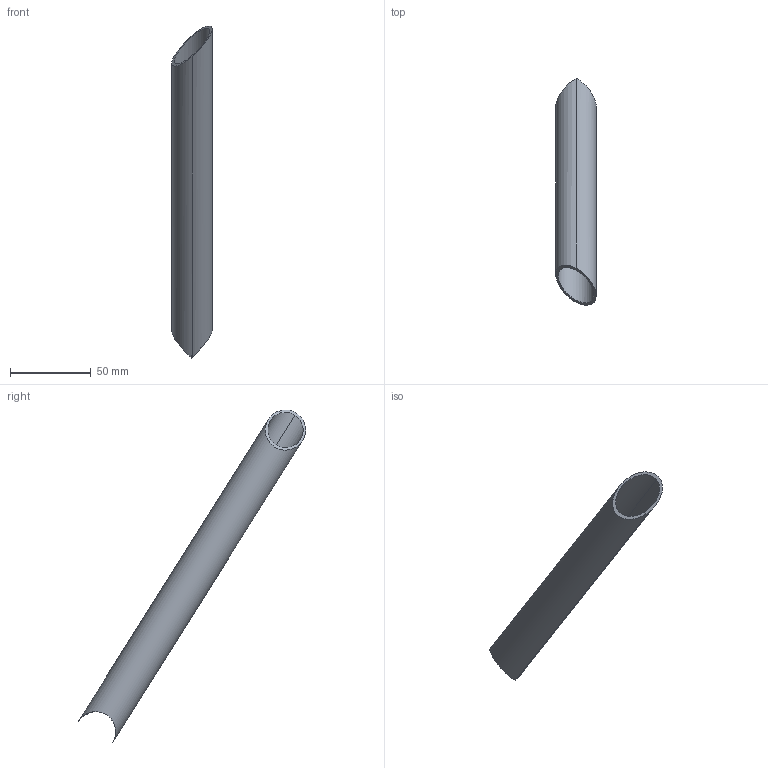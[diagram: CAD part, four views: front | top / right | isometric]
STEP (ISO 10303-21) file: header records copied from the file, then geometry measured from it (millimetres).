
FILE_DESCRIPTION(('STEP AP214'),'1');
FILE_NAME('12.stp','2018-12-06T15:30:10',(' '),(' '),'Spatial InterOp 3D',' ',' ');
FILE_SCHEMA(('automotive_design'));
Length unit declared in the file: metre
Products named in the file (1): Corps1
Bounding box: 25 x 140.71 x 205.7 mm (x, y, z)
Volume: 23468.3 mm3; surface area: 31658 mm2
Topology: 1 solids, 1 shells, 9 faces, 29 edges, 21 vertices
Faces by surface type: cylinder 8, plane 1
Entity records: 666 total; most frequent: CARTESIAN_POINT 303, ORIENTED_EDGE 58, DIRECTION 56, EDGE_CURVE 29, AXIS2_PLACEMENT_3D 25, VERTEX_POINT 21, ELLIPSE 15, STYLED_ITEM 10
